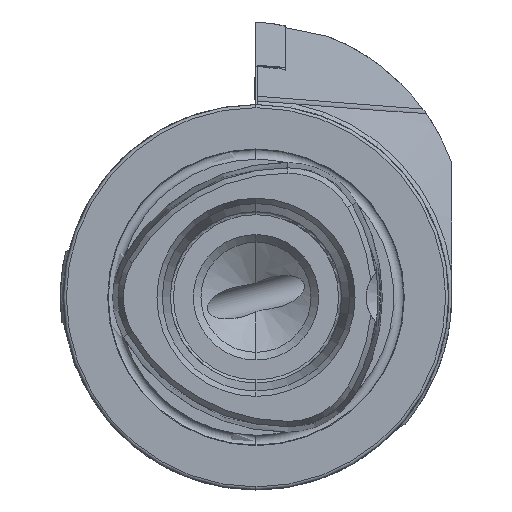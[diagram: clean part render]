
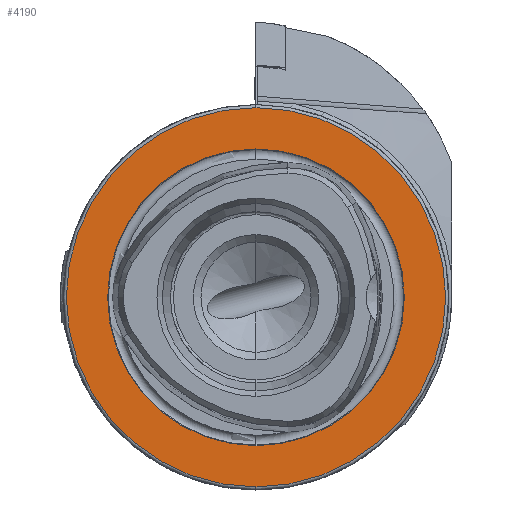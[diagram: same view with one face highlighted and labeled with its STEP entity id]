
A CAD part, left-side view. The second image highlights one B-rep face of the part: STEP entity #4190.
In plain terms, the highlighted planar face has unit normal (-1, 0, 0).
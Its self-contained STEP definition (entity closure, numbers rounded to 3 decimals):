
#344 = EDGE_CURVE ( 'NONE', #1064, #11198, #1856, .T. ) ;
#426 = AXIS2_PLACEMENT_3D ( 'NONE', #9451, #3522, #4347 ) ;
#668 = CARTESIAN_POINT ( 'NONE',  ( 0., 24.25, 0. ) ) ;
#733 = EDGE_CURVE ( 'NONE', #12824, #7898, #3888, .T. ) ;
#1064 = VERTEX_POINT ( 'NONE', #6578 ) ;
#1192 = DIRECTION ( 'NONE',  ( -1., 0., 0. ) ) ;
#1591 = DIRECTION ( 'NONE',  ( 0., 0., -1. ) ) ;
#1759 = CIRCLE ( 'NONE', #426, 31. ) ;
#1856 = CIRCLE ( 'NONE', #8862, 31. ) ;
#2095 = DIRECTION ( 'NONE',  ( 0., 0., 1. ) ) ;
#2729 = CARTESIAN_POINT ( 'NONE',  ( 0., 0., -31. ) ) ;
#3176 = FACE_BOUND ( 'NONE', #11567, .T. ) ;
#3265 = CARTESIAN_POINT ( 'NONE',  ( 0., 0., 0. ) ) ;
#3456 = CARTESIAN_POINT ( 'NONE',  ( 0., 0., -24.25 ) ) ;
#3506 = ORIENTED_EDGE ( 'NONE', *, *, #4102, .T. ) ;
#3522 = DIRECTION ( 'NONE',  ( -1., 0., 0. ) ) ;
#3704 = ORIENTED_EDGE ( 'NONE', *, *, #12420, .F. ) ;
#3888 = CIRCLE ( 'NONE', #3896, 24.25 ) ;
#3896 = AXIS2_PLACEMENT_3D ( 'NONE', #3265, #1192, #5282 ) ;
#4102 = EDGE_CURVE ( 'NONE', #11198, #1064, #1759, .T. ) ;
#4190 = ADVANCED_FACE ( 'NONE', ( #3176, #8207 ), #9749, .F. ) ;
#4251 = EDGE_LOOP ( 'NONE', ( #12138, #3506 ) ) ;
#4347 = DIRECTION ( 'NONE',  ( 0., 0., 1. ) ) ;
#4446 = CARTESIAN_POINT ( 'NONE',  ( 0., 0., 0. ) ) ;
#5282 = DIRECTION ( 'NONE',  ( 0., 0., 1. ) ) ;
#5372 = DIRECTION ( 'NONE',  ( 0., 0., 1. ) ) ;
#5523 = CARTESIAN_POINT ( 'NONE',  ( 0., 0., 24.25 ) ) ;
#6083 = ORIENTED_EDGE ( 'NONE', *, *, #733, .F. ) ;
#6578 = CARTESIAN_POINT ( 'NONE',  ( 0., 0., 31. ) ) ;
#6966 = AXIS2_PLACEMENT_3D ( 'NONE', #668, #10574, #1591 ) ;
#7898 = VERTEX_POINT ( 'NONE', #3456 ) ;
#8008 = AXIS2_PLACEMENT_3D ( 'NONE', #11065, #8175, #2095 ) ;
#8175 = DIRECTION ( 'NONE',  ( -1., 0., 0. ) ) ;
#8207 = FACE_OUTER_BOUND ( 'NONE', #4251, .T. ) ;
#8862 = AXIS2_PLACEMENT_3D ( 'NONE', #4446, #12468, #5372 ) ;
#9451 = CARTESIAN_POINT ( 'NONE',  ( 0., 0., 0. ) ) ;
#9749 = PLANE ( 'NONE',  #6966 ) ;
#10574 = DIRECTION ( 'NONE',  ( 1., 0., 0. ) ) ;
#11065 = CARTESIAN_POINT ( 'NONE',  ( 0., 0., 0. ) ) ;
#11198 = VERTEX_POINT ( 'NONE', #2729 ) ;
#11567 = EDGE_LOOP ( 'NONE', ( #6083, #3704 ) ) ;
#12138 = ORIENTED_EDGE ( 'NONE', *, *, #344, .T. ) ;
#12420 = EDGE_CURVE ( 'NONE', #7898, #12824, #12628, .T. ) ;
#12468 = DIRECTION ( 'NONE',  ( -1., 0., 0. ) ) ;
#12628 = CIRCLE ( 'NONE', #8008, 24.25 ) ;
#12824 = VERTEX_POINT ( 'NONE', #5523 ) ;
